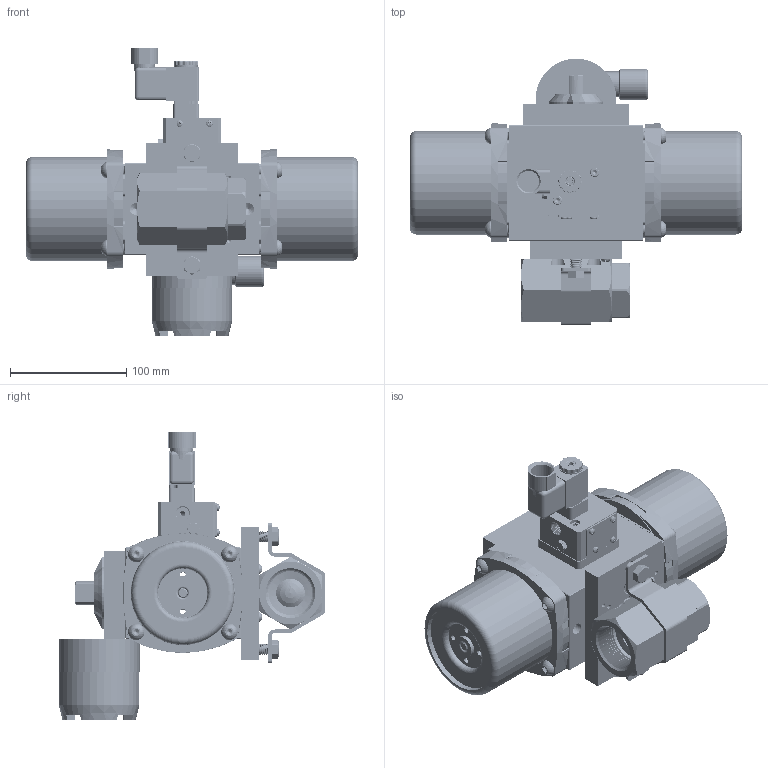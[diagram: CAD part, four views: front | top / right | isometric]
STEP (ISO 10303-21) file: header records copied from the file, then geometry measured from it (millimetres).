
FILE_DESCRIPTION (( 'STEP AP203' ), '1' );
FILE_NAME ('81XXA522SR3GPDCLS.step', '2018-04-30T17:49:07', ( '' ), ( '' ), 'SwSTEP 2.0', 'SolidWorks 2017', '' );
FILE_SCHEMA (( 'CONFIG_CONTROL_DESIGN' ));
Products named in the file (1): 81XXA522SR3GPDCLS
Bounding box: 285.09 x 229.04 x 247.55 mm (x, y, z)
Volume: 1514214.4 mm3; surface area: 590206.7 mm2
Topology: 75 solids, 75 shells, 6134 faces, 15476 edges, 9562 vertices
Faces by surface type: cylinder 2345, cone 2267, plane 1153, torus 233, bspline 102, sphere 34
Entity records: 208375 total; most frequent: CARTESIAN_POINT 57601, DIRECTION 34204, ORIENTED_EDGE 30636, EDGE_CURVE 15318, AXIS2_PLACEMENT_3D 13871, VERTEX_POINT 9558, CIRCLE 7838, EDGE_LOOP 6632
